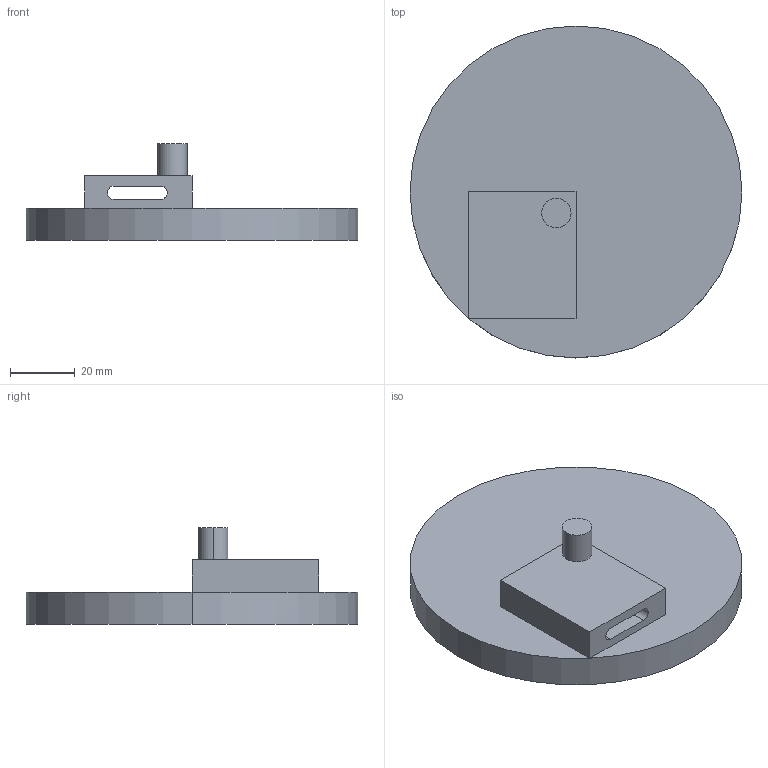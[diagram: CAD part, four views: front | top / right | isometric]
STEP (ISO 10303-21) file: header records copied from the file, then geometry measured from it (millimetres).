
FILE_DESCRIPTION (( 'STEP AP203' ), '1' );
FILE_NAME ('Part1.SLDPRT.stp', '2022-01-02T16:27:03', ( '' ), ( '' ), 'SwSTEP 2.0', 'SolidWorks 2020', '' );
FILE_SCHEMA (( 'CONFIG_CONTROL_DESIGN' ));
Length unit declared in the file: millimetre
Products named in the file (1): Part1.SLDPRT
Bounding box: 102.74 x 102.74 x 30 mm (x, y, z)
Volume: 93688.7 mm3; surface area: 23036.8 mm2
Topology: 1 solids, 1 shells, 16 faces, 37 edges, 24 vertices
Faces by surface type: plane 10, cylinder 6
Entity records: 539 total; most frequent: DIRECTION 84, CARTESIAN_POINT 78, ORIENTED_EDGE 74, EDGE_CURVE 37, AXIS2_PLACEMENT_3D 30, VECTOR 24, VERTEX_POINT 24, LINE 24
